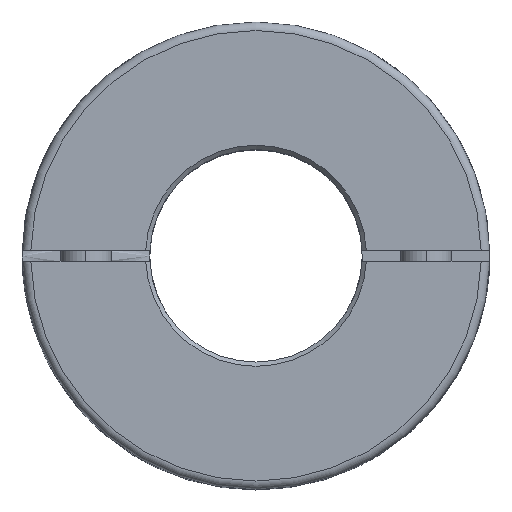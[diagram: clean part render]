
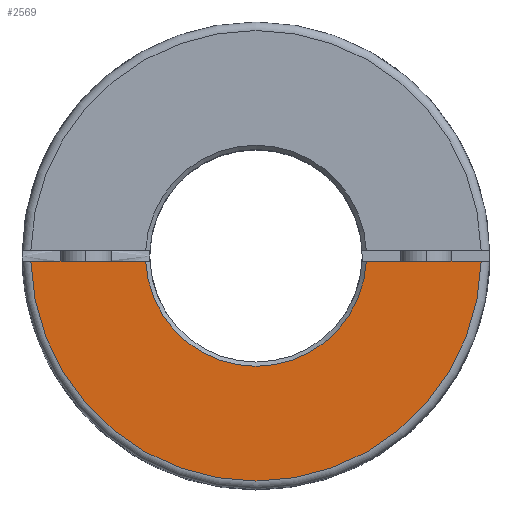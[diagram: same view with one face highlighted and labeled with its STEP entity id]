
A CAD part, top view. The second image highlights one B-rep face of the part: STEP entity #2569.
In plain terms, the highlighted planar face has unit normal (0, 0, 1).
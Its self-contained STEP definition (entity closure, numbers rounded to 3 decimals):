
#68 = DIRECTION ( 'NONE',  ( 0., 0., 1. ) ) ;
#254 = CARTESIAN_POINT ( 'NONE',  ( 26.492, -0.65, 23. ) ) ;
#304 = DIRECTION ( 'NONE',  ( 1., 0., 0. ) ) ;
#353 = CARTESIAN_POINT ( 'NONE',  ( 0., -0.65, 23. ) ) ;
#867 = CARTESIAN_POINT ( 'NONE',  ( 0., 0., 23. ) ) ;
#875 = EDGE_CURVE ( 'NONE', #2461, #1576, #6545, .T. ) ;
#976 = VERTEX_POINT ( 'NONE', #6741 ) ;
#1442 = DIRECTION ( 'NONE',  ( 1., 0., 0. ) ) ;
#1576 = VERTEX_POINT ( 'NONE', #4411 ) ;
#1704 = DIRECTION ( 'NONE',  ( 0., 0., -1. ) ) ;
#1932 = AXIS2_PLACEMENT_3D ( 'NONE', #3132, #3783, #1442 ) ;
#2004 = CIRCLE ( 'NONE', #2652, 13. ) ;
#2461 = VERTEX_POINT ( 'NONE', #254 ) ;
#2569 = ADVANCED_FACE ( 'NONE', ( #4161 ), #6644, .T. ) ;
#2652 = AXIS2_PLACEMENT_3D ( 'NONE', #4780, #1704, #304 ) ;
#2745 = DIRECTION ( 'NONE',  ( 1., 0., 0. ) ) ;
#2896 = VECTOR ( 'NONE', #4104, 1000. ) ;
#2905 = CIRCLE ( 'NONE', #7864, 26.5 ) ;
#3132 = CARTESIAN_POINT ( 'NONE',  ( 0., 0., 23. ) ) ;
#3336 = ORIENTED_EDGE ( 'NONE', *, *, #3647, .T. ) ;
#3647 = EDGE_CURVE ( 'NONE', #1576, #976, #2004, .T. ) ;
#3783 = DIRECTION ( 'NONE',  ( 0., 0., 1. ) ) ;
#3828 = ORIENTED_EDGE ( 'NONE', *, *, #875, .T. ) ;
#3945 = ORIENTED_EDGE ( 'NONE', *, *, #7683, .T. ) ;
#4092 = LINE ( 'NONE', #6574, #6012 ) ;
#4104 = DIRECTION ( 'NONE',  ( -1., 0., 0. ) ) ;
#4161 = FACE_OUTER_BOUND ( 'NONE', #4821, .T. ) ;
#4411 = CARTESIAN_POINT ( 'NONE',  ( 12.984, -0.65, 23. ) ) ;
#4780 = CARTESIAN_POINT ( 'NONE',  ( 0., 0., 23. ) ) ;
#4821 = EDGE_LOOP ( 'NONE', ( #5976, #3828, #3336, #3945 ) ) ;
#4896 = VERTEX_POINT ( 'NONE', #4940 ) ;
#4940 = CARTESIAN_POINT ( 'NONE',  ( -26.492, -0.65, 23. ) ) ;
#5877 = DIRECTION ( 'NONE',  ( -1., 0., 0. ) ) ;
#5976 = ORIENTED_EDGE ( 'NONE', *, *, #6879, .T. ) ;
#6012 = VECTOR ( 'NONE', #5877, 1000. ) ;
#6545 = LINE ( 'NONE', #353, #2896 ) ;
#6574 = CARTESIAN_POINT ( 'NONE',  ( 0., -0.65, 23. ) ) ;
#6644 = PLANE ( 'NONE',  #1932 ) ;
#6741 = CARTESIAN_POINT ( 'NONE',  ( -12.984, -0.65, 23. ) ) ;
#6879 = EDGE_CURVE ( 'NONE', #4896, #2461, #2905, .T. ) ;
#7683 = EDGE_CURVE ( 'NONE', #976, #4896, #4092, .T. ) ;
#7864 = AXIS2_PLACEMENT_3D ( 'NONE', #867, #68, #2745 ) ;
